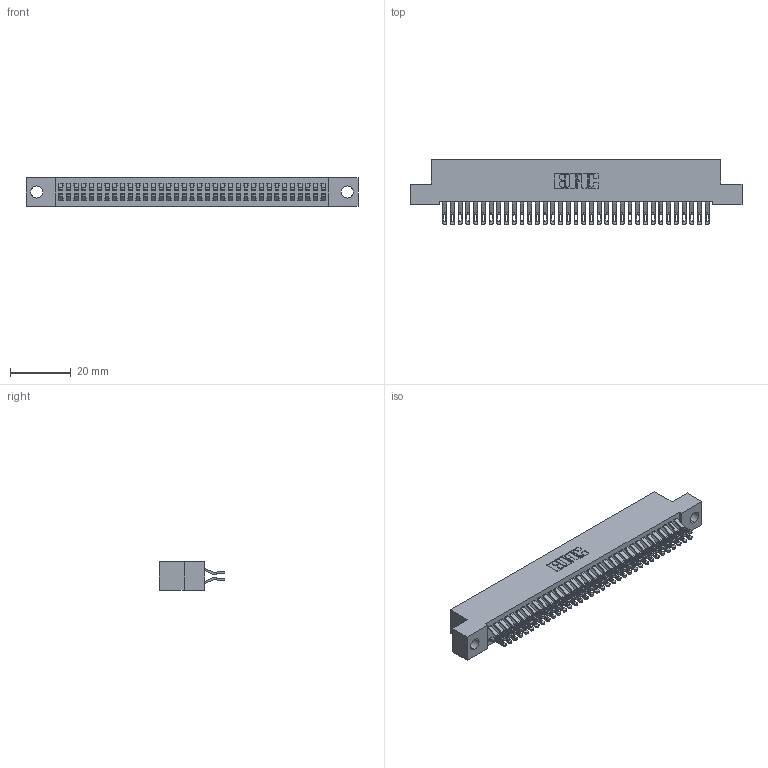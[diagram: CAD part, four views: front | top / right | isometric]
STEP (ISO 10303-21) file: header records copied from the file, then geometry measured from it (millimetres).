
FILE_DESCRIPTION (( 'STEP AP203' ), '1' );
FILE_NAME ('342-070-555-204.STEP', '2019-10-03T16:11:18', ( '' ), ( '' ), 'SwSTEP 2.0', 'SolidWorks 2016', '' );
FILE_SCHEMA (( 'CONFIG_CONTROL_DESIGN' ));
Length unit declared in the file: inch
Products named in the file (3): 342-070-555-204; 342 Part_.156 TH; 345-292-001_555 Tail
Assembly tree (71 placements, depth 2):
  342-070-555-204
    342 Part_.156 TH
    345-292-001_555 Tail  x70
Bounding box: 109.22 x 21.47 x 9.4 mm (x, y, z)
Volume: 9887.8 mm3; surface area: 16423.8 mm2
Topology: 71 solids, 71 shells, 4170 faces, 13109 edges, 8738 vertices
Faces by surface type: plane 2446, cylinder 1724
Entity records: 23619 total; most frequent: CARTESIAN_POINT 3956, ORIENTED_EDGE 3862, DIRECTION 3363, EDGE_CURVE 1931, VECTOR 1783, LINE 1783, VERTEX_POINT 1286, AXIS2_PLACEMENT_3D 790
